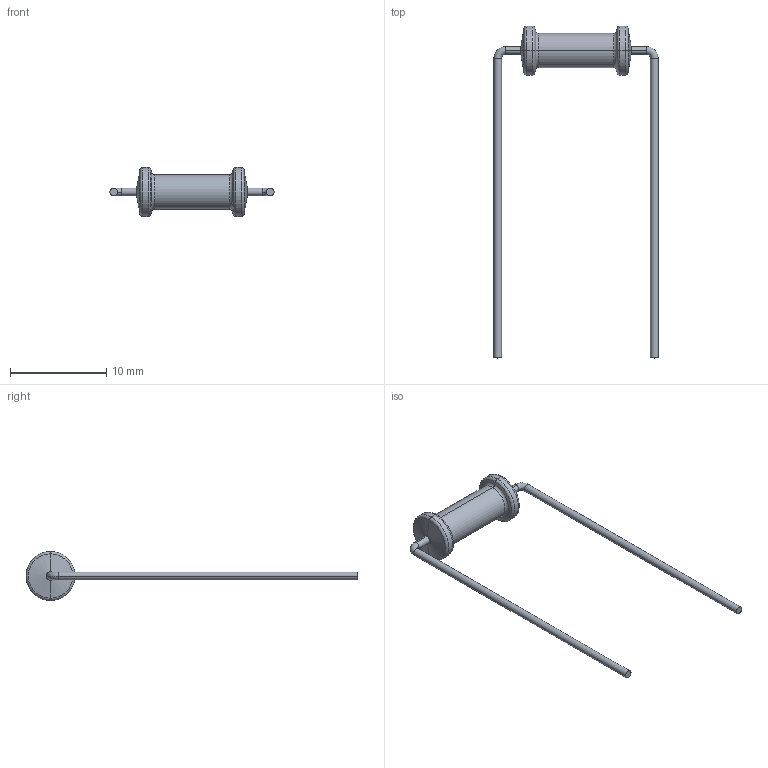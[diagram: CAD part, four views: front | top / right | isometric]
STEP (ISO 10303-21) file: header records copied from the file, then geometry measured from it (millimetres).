
FILE_DESCRIPTION (( 'STEP AP214' ), '1' );
FILE_NAME ('FKN100JR-73-1R2.STEP', '2024-02-02T07:11:09', ( '' ), ( '' ), 'SwSTEP 2.0', 'SolidWorks 2021', '' );
FILE_SCHEMA (( 'AUTOMOTIVE_DESIGN' ));
Length unit declared in the file: millimetre
Products named in the file (1): FKN100JR-73-1R2
Bounding box: 17.1 x 34.55 x 5.1 mm (x, y, z)
Volume: 171.1 mm3; surface area: 356 mm2
Topology: 3 solids, 3 shells, 48 faces, 94 edges, 52 vertices
Faces by surface type: torus 20, cylinder 14, cone 8, plane 6
Entity records: 1638 total; most frequent: DIRECTION 264, CARTESIAN_POINT 195, ORIENTED_EDGE 188, AXIS2_PLACEMENT_3D 121, EDGE_CURVE 94, CIRCLE 72, VERTEX_POINT 52, EDGE_LOOP 48
